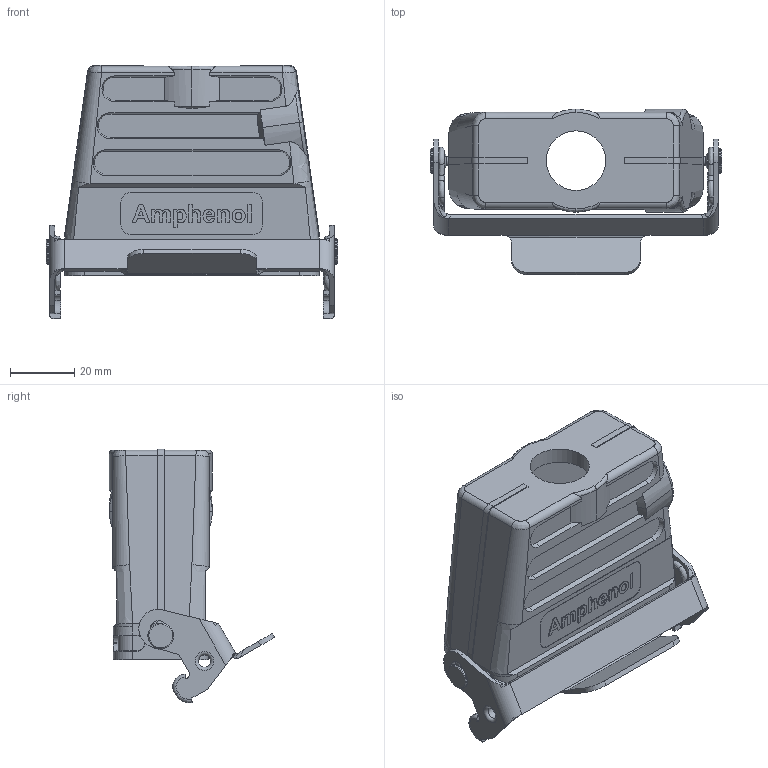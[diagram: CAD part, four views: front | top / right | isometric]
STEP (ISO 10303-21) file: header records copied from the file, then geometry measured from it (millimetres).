
FILE_DESCRIPTION(/* description */ (''),/* implementation_level */ '2;1');
FILE_NAME(/* name */ 'C146_21R025_854_2.stp',/* time_stamp */ '2018-08-31T15:31:19+02:00',/* author */ (''),/* organization */ (''),/* preprocessor_version */ 'ST-DEVELOPER v16',/* originating_system */ 'SIEMENS PLM Software NX 11.0',/* authorisation */ '');
FILE_SCHEMA (('AUTOMOTIVE_DESIGN { 1 0 10303 214 3 1 1 1 }'));
Length unit declared in the file: millimetre
Products named in the file (1): m-c146 21r025 854 2nxm001-01
Bounding box: 90.7 x 51.41 x 78.8 mm (x, y, z)
Volume: 41712.3 mm3; surface area: 35244.6 mm2
Topology: 1 solids, 1 shells, 508 faces, 1345 edges, 857 vertices
Faces by surface type: plane 225, cylinder 130, bspline 80, cone 44, extrusion 25, torus 4
Full cylindrical faces by diameter (mm): 1.5 x2, 2.49 x4, 2.5 x4, 2.8 x4, 3.5 x4, 3.8 x2, 4.5 x2, 4.9 x2, 8 x2, 18.5 x1
Entity records: 20882 total; most frequent: CARTESIAN_POINT 7378, ORIENTED_EDGE 2510, DIRECTION 1940, EDGE_CURVE 1255, VERTEX_POINT 832, AXIS2_PLACEMENT_3D 714, EDGE_LOOP 601, VECTOR 512
